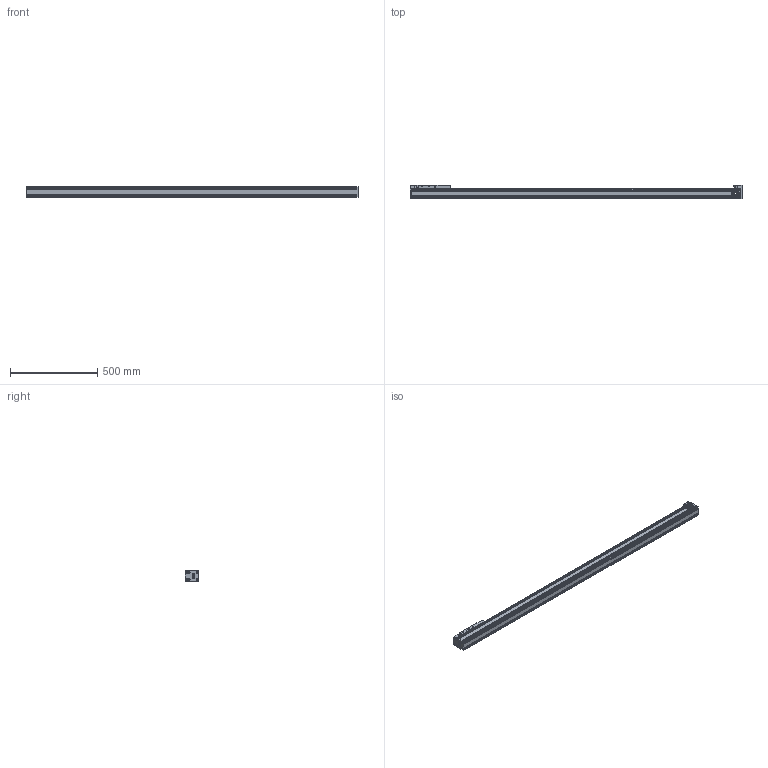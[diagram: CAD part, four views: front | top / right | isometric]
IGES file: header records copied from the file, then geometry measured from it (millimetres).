
Start section:  PTC IGES file: axc60-zhw14-lr24-1620-280.ig s
Global section: file name: axc60-zhw14-lr24-1620-280.igs; native system:  by Parametric Technology Corporation; preprocessor: 2004280; organization: Unknown; date: 071019.163648; units: millimetre
Bounding box: 1900 x 80 x 60 mm (x, y, z)
Volume: 6302244 mm3; surface area: 756306.1 mm2
Topology: 3 solids, 7 shells, 1602 faces, 4486 edges, 2808 vertices
Faces by surface type: revolution 1059, bspline 543
